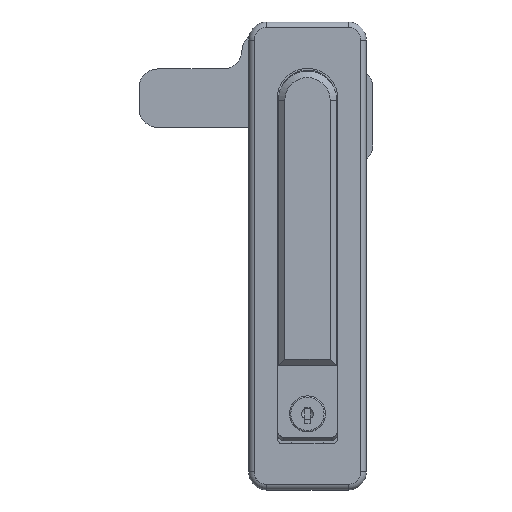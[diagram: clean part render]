
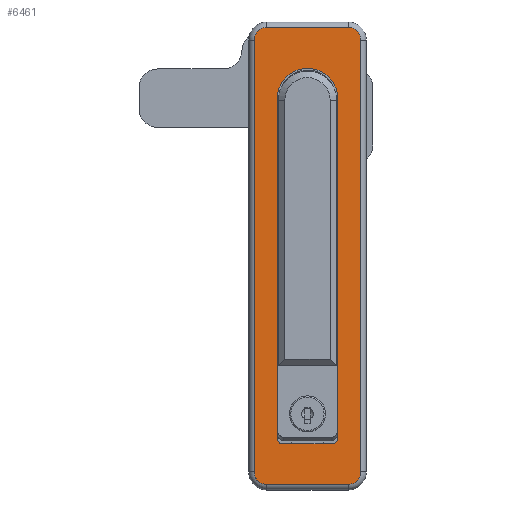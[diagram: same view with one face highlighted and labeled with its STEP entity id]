
A CAD part, top view. The second image highlights one B-rep face of the part: STEP entity #6461.
In plain terms, the highlighted planar face has unit normal (0, 0, 1).
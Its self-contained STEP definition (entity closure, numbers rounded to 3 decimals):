
#2 = DIRECTION ( 'NONE',  ( 0., 0., 1. ) ) ;
#428 = CARTESIAN_POINT ( 'NONE',  ( 77.8, 10.5, 4.5 ) ) ;
#578 = CARTESIAN_POINT ( 'NONE',  ( 80.3, -10.5, 4.5 ) ) ;
#737 = EDGE_CURVE ( 'NONE', #3791, #6285, #12799, .T. ) ;
#1127 = AXIS2_PLACEMENT_3D ( 'NONE', #7412, #5526, #3643 ) ;
#1315 = VERTEX_POINT ( 'NONE', #7388 ) ;
#1392 = CARTESIAN_POINT ( 'NONE',  ( 97.5, 18.1, 4.5 ) ) ;
#1443 = DIRECTION ( 'NONE',  ( 0., -1., 0. ) ) ;
#1850 = AXIS2_PLACEMENT_3D ( 'NONE', #13397, #11505, #9614 ) ;
#1874 = EDGE_CURVE ( 'NONE', #1315, #9983, #11493, .T. ) ;
#1898 = LINE ( 'NONE', #3360, #17309 ) ;
#1901 = CARTESIAN_POINT ( 'NONE',  ( -67.2, -13., 4.5 ) ) ;
#1915 = CARTESIAN_POINT ( 'NONE',  ( -93., 18.1, 4.5 ) ) ;
#2201 = VERTEX_POINT ( 'NONE', #13006 ) ;
#2559 = ORIENTED_EDGE ( 'NONE', *, *, #9339, .F. ) ;
#2680 = CIRCLE ( 'NONE', #1127, 4.5 ) ;
#2739 = CARTESIAN_POINT ( 'NONE',  ( 77.8, -10.5, 4.5 ) ) ;
#2841 = VERTEX_POINT ( 'NONE', #578 ) ;
#3231 = ORIENTED_EDGE ( 'NONE', *, *, #14510, .F. ) ;
#3307 = LINE ( 'NONE', #1392, #17956 ) ;
#3360 = CARTESIAN_POINT ( 'NONE',  ( -97.5, 18.1, 4.5 ) ) ;
#3387 = CIRCLE ( 'NONE', #6294, 2.5 ) ;
#3393 = VERTEX_POINT ( 'NONE', #10136 ) ;
#3408 = DIRECTION ( 'NONE',  ( 1., 0., 0. ) ) ;
#3536 = DIRECTION ( 'NONE',  ( -1., 0., 0. ) ) ;
#3643 = DIRECTION ( 'NONE',  ( 1., 0., 0. ) ) ;
#3740 = EDGE_CURVE ( 'NONE', #9040, #3791, #1898, .T. ) ;
#3791 = VERTEX_POINT ( 'NONE', #6231 ) ;
#3994 = VECTOR ( 'NONE', #3408, 1000. ) ;
#4276 = ORIENTED_EDGE ( 'NONE', *, *, #6584, .F. ) ;
#4476 = ORIENTED_EDGE ( 'NONE', *, *, #5392, .T. ) ;
#4531 = DIRECTION ( 'NONE',  ( -1., 0., 0. ) ) ;
#4763 = CARTESIAN_POINT ( 'NONE',  ( 80.3, 10.5, 4.5 ) ) ;
#4876 = CARTESIAN_POINT ( 'NONE',  ( 93., 22.6, 4.5 ) ) ;
#4929 = DIRECTION ( 'NONE',  ( -1., 0., 0. ) ) ;
#4955 = ORIENTED_EDGE ( 'NONE', *, *, #14784, .T. ) ;
#5092 = CARTESIAN_POINT ( 'NONE',  ( 97.5, -18.1, 4.5 ) ) ;
#5285 = CARTESIAN_POINT ( 'NONE',  ( -93., -22.6, 4.5 ) ) ;
#5392 = EDGE_CURVE ( 'NONE', #15598, #14149, #12639, .T. ) ;
#5415 = CARTESIAN_POINT ( 'NONE',  ( -67.2, 13., 4.5 ) ) ;
#5464 = CARTESIAN_POINT ( 'NONE',  ( 93., -22.6, 4.5 ) ) ;
#5526 = DIRECTION ( 'NONE',  ( 0., 0., 1. ) ) ;
#5659 = EDGE_CURVE ( 'NONE', #7544, #9040, #2680, .T. ) ;
#5739 = EDGE_CURVE ( 'NONE', #3393, #2841, #15452, .T. ) ;
#5812 = DIRECTION ( 'NONE',  ( 1., 0., 0. ) ) ;
#5967 = DIRECTION ( 'NONE',  ( 0., 1., 0. ) ) ;
#6231 = CARTESIAN_POINT ( 'NONE',  ( -97.5, -18.1, 4.5 ) ) ;
#6285 = VERTEX_POINT ( 'NONE', #13594 ) ;
#6294 = AXIS2_PLACEMENT_3D ( 'NONE', #428, #15124, #13224 ) ;
#6392 = VECTOR ( 'NONE', #5812, 1000. ) ;
#6412 = DIRECTION ( 'NONE',  ( 0., 0., 1. ) ) ;
#6461 = ADVANCED_FACE ( 'NONE', ( #14352, #7689 ), #9458, .T. ) ;
#6584 = EDGE_CURVE ( 'NONE', #12401, #3393, #9567, .T. ) ;
#6623 = EDGE_CURVE ( 'NONE', #9983, #7544, #8681, .T. ) ;
#6810 = CARTESIAN_POINT ( 'NONE',  ( -93., 22.6, 4.5 ) ) ;
#7162 = LINE ( 'NONE', #5285, #3994 ) ;
#7295 = LINE ( 'NONE', #5415, #7716 ) ;
#7388 = CARTESIAN_POINT ( 'NONE',  ( 97.5, 18.1, 4.5 ) ) ;
#7412 = CARTESIAN_POINT ( 'NONE',  ( -93., 18.1, 4.5 ) ) ;
#7544 = VERTEX_POINT ( 'NONE', #12978 ) ;
#7688 = CARTESIAN_POINT ( 'NONE',  ( 77.8, -13., 4.5 ) ) ;
#7689 = FACE_OUTER_BOUND ( 'NONE', #12088, .T. ) ;
#7716 = VECTOR ( 'NONE', #3536, 1000. ) ;
#7845 = CARTESIAN_POINT ( 'NONE',  ( 80.3, 10.5, 4.5 ) ) ;
#7846 = VERTEX_POINT ( 'NONE', #4763 ) ;
#8041 = EDGE_CURVE ( 'NONE', #12840, #2201, #7295, .T. ) ;
#8074 = DIRECTION ( 'NONE',  ( 1., 0., 0. ) ) ;
#8264 = AXIS2_PLACEMENT_3D ( 'NONE', #2739, #13620, #11737 ) ;
#8681 = LINE ( 'NONE', #6810, #11619 ) ;
#8784 = ORIENTED_EDGE ( 'NONE', *, *, #18406, .T. ) ;
#9040 = VERTEX_POINT ( 'NONE', #12593 ) ;
#9307 = ORIENTED_EDGE ( 'NONE', *, *, #5739, .F. ) ;
#9339 = EDGE_CURVE ( 'NONE', #7846, #12840, #3387, .T. ) ;
#9458 = PLANE ( 'NONE',  #15804 ) ;
#9567 = LINE ( 'NONE', #7688, #6392 ) ;
#9614 = DIRECTION ( 'NONE',  ( 1., 0., 0. ) ) ;
#9732 = LINE ( 'NONE', #7845, #14698 ) ;
#9959 = DIRECTION ( 'NONE',  ( 0., 0., 1. ) ) ;
#9983 = VERTEX_POINT ( 'NONE', #4876 ) ;
#10136 = CARTESIAN_POINT ( 'NONE',  ( 77.8, -13., 4.5 ) ) ;
#10177 = CARTESIAN_POINT ( 'NONE',  ( -67.2, 0., 4.5 ) ) ;
#10197 = AXIS2_PLACEMENT_3D ( 'NONE', #16492, #14587, #12682 ) ;
#10836 = ORIENTED_EDGE ( 'NONE', *, *, #1874, .T. ) ;
#11493 = CIRCLE ( 'NONE', #10197, 4.5 ) ;
#11505 = DIRECTION ( 'NONE',  ( 0., 0., 1. ) ) ;
#11619 = VECTOR ( 'NONE', #4929, 1000. ) ;
#11737 = DIRECTION ( 'NONE',  ( -1., 0., 0. ) ) ;
#11819 = ORIENTED_EDGE ( 'NONE', *, *, #3740, .T. ) ;
#12088 = EDGE_LOOP ( 'NONE', ( #17932, #11819, #12961, #4955, #4476, #8784, #10836, #12180 ) ) ;
#12180 = ORIENTED_EDGE ( 'NONE', *, *, #6623, .T. ) ;
#12298 = AXIS2_PLACEMENT_3D ( 'NONE', #10177, #6412, #4531 ) ;
#12401 = VERTEX_POINT ( 'NONE', #1901 ) ;
#12593 = CARTESIAN_POINT ( 'NONE',  ( -97.5, 18.1, 4.5 ) ) ;
#12639 = CIRCLE ( 'NONE', #16381, 4.5 ) ;
#12682 = DIRECTION ( 'NONE',  ( -1., 0., 0. ) ) ;
#12799 = CIRCLE ( 'NONE', #1850, 4.5 ) ;
#12840 = VERTEX_POINT ( 'NONE', #14664 ) ;
#12961 = ORIENTED_EDGE ( 'NONE', *, *, #737, .T. ) ;
#12978 = CARTESIAN_POINT ( 'NONE',  ( -93., 22.6, 4.5 ) ) ;
#13006 = CARTESIAN_POINT ( 'NONE',  ( -67.2, 13., 4.5 ) ) ;
#13224 = DIRECTION ( 'NONE',  ( -1., 0., 0. ) ) ;
#13397 = CARTESIAN_POINT ( 'NONE',  ( -93., -18.1, 4.5 ) ) ;
#13510 = CIRCLE ( 'NONE', #12298, 13. ) ;
#13594 = CARTESIAN_POINT ( 'NONE',  ( -93., -22.6, 4.5 ) ) ;
#13620 = DIRECTION ( 'NONE',  ( 0., 0., 1. ) ) ;
#13742 = CARTESIAN_POINT ( 'NONE',  ( 93., -18.1, 4.5 ) ) ;
#13968 = EDGE_LOOP ( 'NONE', ( #9307, #4276, #3231, #16091, #2559, #16142 ) ) ;
#14149 = VERTEX_POINT ( 'NONE', #5092 ) ;
#14352 = FACE_BOUND ( 'NONE', #13968, .T. ) ;
#14510 = EDGE_CURVE ( 'NONE', #2201, #12401, #13510, .T. ) ;
#14522 = EDGE_CURVE ( 'NONE', #2841, #7846, #9732, .T. ) ;
#14587 = DIRECTION ( 'NONE',  ( 0., 0., 1. ) ) ;
#14664 = CARTESIAN_POINT ( 'NONE',  ( 77.8, 13., 4.5 ) ) ;
#14698 = VECTOR ( 'NONE', #5967, 1000. ) ;
#14784 = EDGE_CURVE ( 'NONE', #6285, #15598, #7162, .T. ) ;
#15124 = DIRECTION ( 'NONE',  ( 0., 0., 1. ) ) ;
#15452 = CIRCLE ( 'NONE', #8264, 2.5 ) ;
#15598 = VERTEX_POINT ( 'NONE', #5464 ) ;
#15804 = AXIS2_PLACEMENT_3D ( 'NONE', #1915, #2, #16607 ) ;
#16091 = ORIENTED_EDGE ( 'NONE', *, *, #8041, .F. ) ;
#16142 = ORIENTED_EDGE ( 'NONE', *, *, #14522, .F. ) ;
#16381 = AXIS2_PLACEMENT_3D ( 'NONE', #13742, #9959, #8074 ) ;
#16492 = CARTESIAN_POINT ( 'NONE',  ( 93., 18.1, 4.5 ) ) ;
#16607 = DIRECTION ( 'NONE',  ( 1., 0., 0. ) ) ;
#17309 = VECTOR ( 'NONE', #1443, 1000. ) ;
#17932 = ORIENTED_EDGE ( 'NONE', *, *, #5659, .T. ) ;
#17956 = VECTOR ( 'NONE', #17989, 1000. ) ;
#17989 = DIRECTION ( 'NONE',  ( 0., 1., 0. ) ) ;
#18406 = EDGE_CURVE ( 'NONE', #14149, #1315, #3307, .T. ) ;
